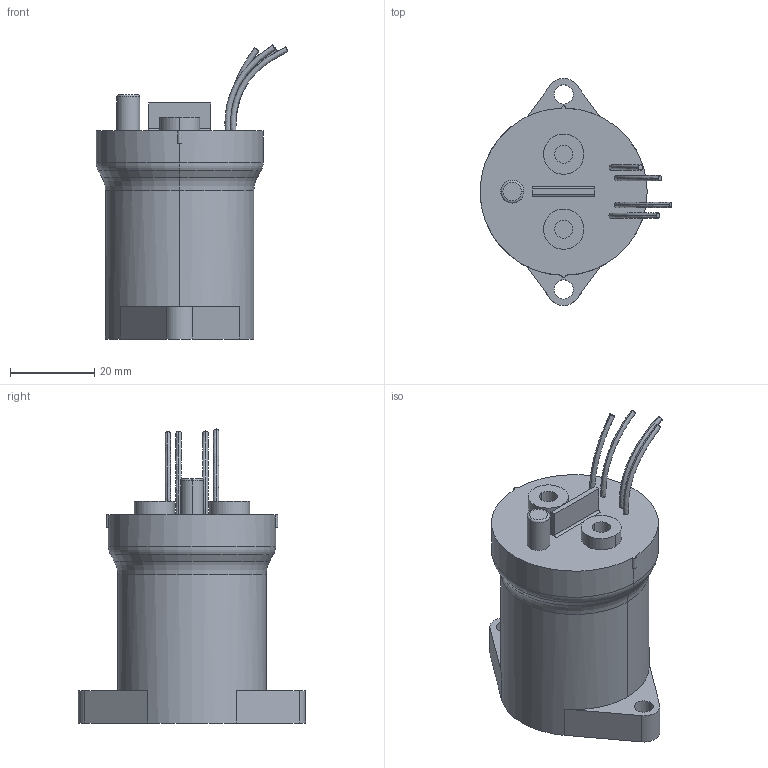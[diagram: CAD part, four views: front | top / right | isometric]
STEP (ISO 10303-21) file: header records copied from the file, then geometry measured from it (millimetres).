
FILE_DESCRIPTION(('STEP AP242'),'1');
FILE_NAME('1618408-2.stp','2023-06-16T13:26:22',('TraceParts'),('TraceParts S.A.'),'Spatial InterOp 3D',' ',' ');
FILE_SCHEMA(('AP242_MANAGED_MODEL_BASED_3D_ENGINEERING_MIM_LF {1 0 10303 442 1 1 4}'));
Length unit declared in the file: millimetre
Products named in the file (1): 1618408-2
Bounding box: 45.48 x 53.82 x 69.7 mm (x, y, z)
Volume: 53145.6 mm3; surface area: 9685.7 mm2
Topology: 1 solids, 1 shells, 78 faces, 188 edges, 122 vertices
Faces by surface type: cylinder 28, plane 28, torus 12, bspline 8, cone 2
Entity records: 3166 total; most frequent: CARTESIAN_POINT 1274, DIRECTION 424, ORIENTED_EDGE 376, EDGE_CURVE 188, AXIS2_PLACEMENT_3D 181, VERTEX_POINT 122, CIRCLE 110, EDGE_LOOP 92
